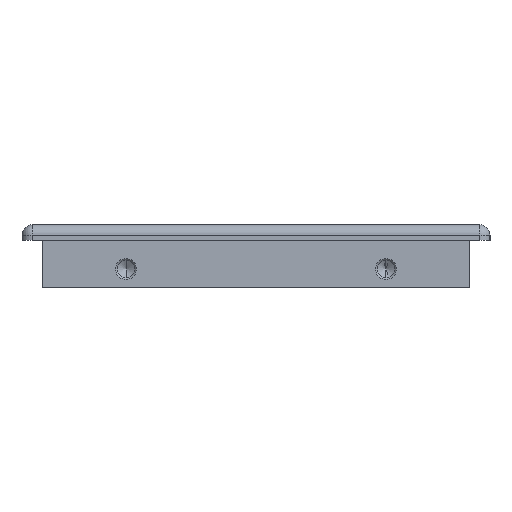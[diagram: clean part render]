
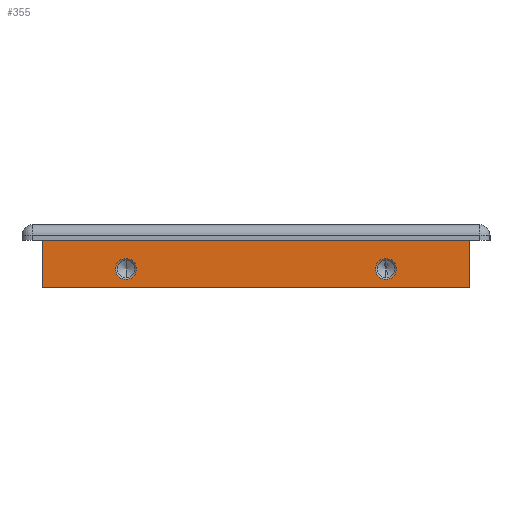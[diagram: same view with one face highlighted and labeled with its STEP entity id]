
A CAD part, left-side view. The second image highlights one B-rep face of the part: STEP entity #355.
In plain terms, the highlighted planar face has unit normal (-1, 0, 0).
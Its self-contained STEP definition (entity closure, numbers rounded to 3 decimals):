
#339 = CARTESIAN_POINT ( 'NONE',  ( 12., 4., 0. ) ) ;
#355 = ADVANCED_FACE ( 'NONE', ( #9802, #4588, #6629 ), #10357, .F. ) ;
#366 = VERTEX_POINT ( 'NONE', #1911 ) ;
#448 = DIRECTION ( 'NONE',  ( 0., 1., 0. ) ) ;
#633 = AXIS2_PLACEMENT_3D ( 'NONE', #4211, #6063, #4175 ) ;
#909 = EDGE_CURVE ( 'NONE', #9374, #366, #2494, .T. ) ;
#1069 = DIRECTION ( 'NONE',  ( -1., 0., 0. ) ) ;
#1190 = EDGE_LOOP ( 'NONE', ( #7072, #11668 ) ) ;
#1291 = LINE ( 'NONE', #9834, #2031 ) ;
#1520 = VERTEX_POINT ( 'NONE', #4629 ) ;
#1527 = CARTESIAN_POINT ( 'NONE',  ( 12., 20., 5.525 ) ) ;
#1719 = LINE ( 'NONE', #11384, #8978 ) ;
#1911 = CARTESIAN_POINT ( 'NONE',  ( 12., 70., 5.525 ) ) ;
#1983 = CARTESIAN_POINT ( 'NONE',  ( 12., 20., 1.475 ) ) ;
#2031 = VECTOR ( 'NONE', #448, 1000. ) ;
#2494 = CIRCLE ( 'NONE', #9486, 2.025 ) ;
#2582 = VERTEX_POINT ( 'NONE', #8154 ) ;
#2674 = DIRECTION ( 'NONE',  ( 0., 1., 0. ) ) ;
#2853 = ORIENTED_EDGE ( 'NONE', *, *, #8438, .F. ) ;
#2999 = DIRECTION ( 'NONE',  ( 0., 0., 1. ) ) ;
#3253 = LINE ( 'NONE', #6726, #11946 ) ;
#3353 = CARTESIAN_POINT ( 'NONE',  ( 12., 86., 0. ) ) ;
#3426 = AXIS2_PLACEMENT_3D ( 'NONE', #10274, #7465, #5711 ) ;
#3709 = EDGE_CURVE ( 'NONE', #8762, #4898, #9942, .T. ) ;
#3839 = DIRECTION ( 'NONE',  ( 0., 0., -1. ) ) ;
#3864 = EDGE_CURVE ( 'NONE', #9726, #7039, #6609, .T. ) ;
#3952 = EDGE_CURVE ( 'NONE', #2582, #9726, #3253, .T. ) ;
#4166 = CARTESIAN_POINT ( 'NONE',  ( 12., 20., 3.5 ) ) ;
#4175 = DIRECTION ( 'NONE',  ( 0., 0., 1. ) ) ;
#4211 = CARTESIAN_POINT ( 'NONE',  ( 12., 70., 3.5 ) ) ;
#4588 = FACE_BOUND ( 'NONE', #5395, .T. ) ;
#4629 = CARTESIAN_POINT ( 'NONE',  ( 12., 86., 9. ) ) ;
#4858 = CARTESIAN_POINT ( 'NONE',  ( 12., 70., 3.5 ) ) ;
#4898 = VERTEX_POINT ( 'NONE', #1983 ) ;
#5056 = DIRECTION ( 'NONE',  ( 0., 0., 1. ) ) ;
#5190 = EDGE_CURVE ( 'NONE', #366, #9374, #9039, .T. ) ;
#5379 = CIRCLE ( 'NONE', #9004, 2.025 ) ;
#5395 = EDGE_LOOP ( 'NONE', ( #9453, #2853 ) ) ;
#5672 = DIRECTION ( 'NONE',  ( 0., 0., 1. ) ) ;
#5709 = DIRECTION ( 'NONE',  ( -1., 0., 0. ) ) ;
#5711 = DIRECTION ( 'NONE',  ( 0., 0., -1. ) ) ;
#5811 = ORIENTED_EDGE ( 'NONE', *, *, #9839, .T. ) ;
#6063 = DIRECTION ( 'NONE',  ( -1., 0., 0. ) ) ;
#6609 = LINE ( 'NONE', #11979, #11660 ) ;
#6629 = FACE_OUTER_BOUND ( 'NONE', #11639, .T. ) ;
#6726 = CARTESIAN_POINT ( 'NONE',  ( 12., 4., 0. ) ) ;
#7039 = VERTEX_POINT ( 'NONE', #3353 ) ;
#7072 = ORIENTED_EDGE ( 'NONE', *, *, #5190, .F. ) ;
#7465 = DIRECTION ( 'NONE',  ( 1., 0., 0. ) ) ;
#8154 = CARTESIAN_POINT ( 'NONE',  ( 12., 4., 9. ) ) ;
#8438 = EDGE_CURVE ( 'NONE', #4898, #8762, #5379, .T. ) ;
#8469 = CARTESIAN_POINT ( 'NONE',  ( 12., 20., 3.5 ) ) ;
#8495 = DIRECTION ( 'NONE',  ( 0., 0., -1. ) ) ;
#8762 = VERTEX_POINT ( 'NONE', #1527 ) ;
#8978 = VECTOR ( 'NONE', #8495, 1000. ) ;
#9004 = AXIS2_PLACEMENT_3D ( 'NONE', #8469, #5709, #5672 ) ;
#9039 = CIRCLE ( 'NONE', #633, 2.025 ) ;
#9304 = ORIENTED_EDGE ( 'NONE', *, *, #3864, .F. ) ;
#9335 = AXIS2_PLACEMENT_3D ( 'NONE', #4166, #11702, #5056 ) ;
#9374 = VERTEX_POINT ( 'NONE', #9888 ) ;
#9453 = ORIENTED_EDGE ( 'NONE', *, *, #3709, .F. ) ;
#9486 = AXIS2_PLACEMENT_3D ( 'NONE', #4858, #1069, #2999 ) ;
#9726 = VERTEX_POINT ( 'NONE', #339 ) ;
#9802 = FACE_BOUND ( 'NONE', #1190, .T. ) ;
#9834 = CARTESIAN_POINT ( 'NONE',  ( 12., 0., 9. ) ) ;
#9839 = EDGE_CURVE ( 'NONE', #2582, #1520, #1291, .T. ) ;
#9888 = CARTESIAN_POINT ( 'NONE',  ( 12., 70., 1.475 ) ) ;
#9942 = CIRCLE ( 'NONE', #9335, 2.025 ) ;
#10002 = ORIENTED_EDGE ( 'NONE', *, *, #3952, .F. ) ;
#10274 = CARTESIAN_POINT ( 'NONE',  ( 12., 0., 0. ) ) ;
#10357 = PLANE ( 'NONE',  #3426 ) ;
#10469 = EDGE_CURVE ( 'NONE', #1520, #7039, #1719, .T. ) ;
#11384 = CARTESIAN_POINT ( 'NONE',  ( 12., 86., 0. ) ) ;
#11473 = ORIENTED_EDGE ( 'NONE', *, *, #10469, .T. ) ;
#11639 = EDGE_LOOP ( 'NONE', ( #5811, #11473, #9304, #10002 ) ) ;
#11660 = VECTOR ( 'NONE', #2674, 1000. ) ;
#11668 = ORIENTED_EDGE ( 'NONE', *, *, #909, .F. ) ;
#11702 = DIRECTION ( 'NONE',  ( -1., 0., 0. ) ) ;
#11946 = VECTOR ( 'NONE', #3839, 1000. ) ;
#11979 = CARTESIAN_POINT ( 'NONE',  ( 12., 0., 0. ) ) ;
